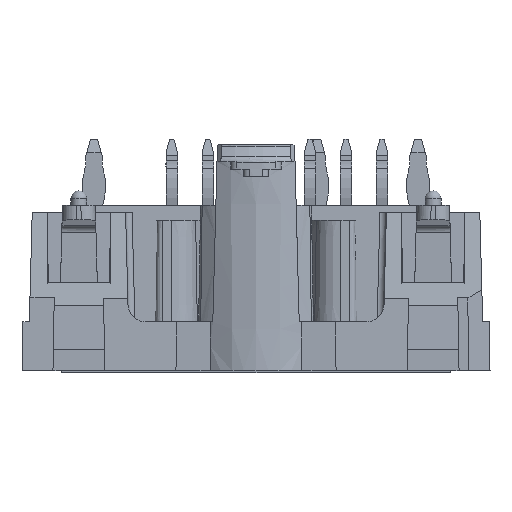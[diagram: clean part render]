
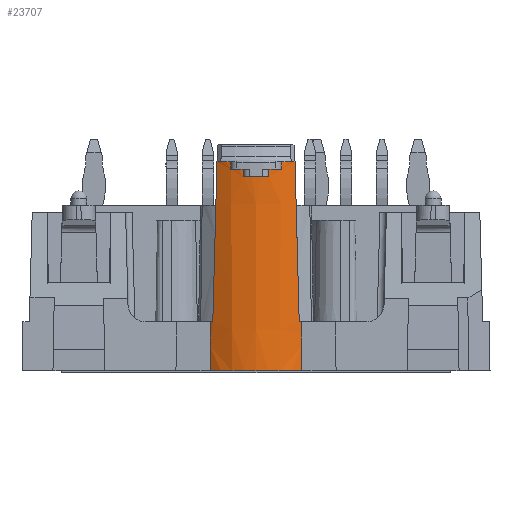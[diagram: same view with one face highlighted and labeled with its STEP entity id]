
A CAD part, left-side view. The second image highlights one B-rep face of the part: STEP entity #23707.
In plain terms, the highlighted conical face has half-angle 0.516 degrees and reference radius 5.5 mm.
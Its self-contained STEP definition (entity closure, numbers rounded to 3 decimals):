
#44=ELLIPSE('',#24650,283.039,6.957);
#45=ELLIPSE('',#24666,283.039,6.957);
#86=ELLIPSE('',#24844,248.172,3.71);
#87=ELLIPSE('',#24847,248.172,3.71);
#228=B_SPLINE_CURVE_WITH_KNOTS('',3,(#31804,#31805,#31806,#31807),
 .UNSPECIFIED.,.F.,.F.,(4,4),(0.002,0.002),
 .UNSPECIFIED.);
#229=B_SPLINE_CURVE_WITH_KNOTS('',3,(#31815,#31816,#31817,#31818),
 .UNSPECIFIED.,.F.,.F.,(4,4),(0.002,0.003),
 .UNSPECIFIED.);
#230=B_SPLINE_CURVE_WITH_KNOTS('',3,(#31826,#31827,#31828,#31829),
 .UNSPECIFIED.,.F.,.F.,(4,4),(0.002,0.002),
 .UNSPECIFIED.);
#231=B_SPLINE_CURVE_WITH_KNOTS('',3,(#31837,#31838,#31839,#31840),
 .UNSPECIFIED.,.F.,.F.,(4,4),(0.002,0.002),
 .UNSPECIFIED.);
#1213=CIRCLE('',#24652,5.6);
#1214=CIRCLE('',#24655,5.595);
#1215=CIRCLE('',#24658,5.591);
#1216=CIRCLE('',#24661,5.595);
#1217=CIRCLE('',#24664,5.6);
#1253=CIRCLE('',#24827,5.5);
#1255=CIRCLE('',#24830,5.5);
#1259=CIRCLE('',#24846,5.469);
#2473=ORIENTED_EDGE('',*,*,#7347,.F.);
#2474=ORIENTED_EDGE('',*,*,#7348,.F.);
#2475=ORIENTED_EDGE('',*,*,#7323,.T.);
#2476=ORIENTED_EDGE('',*,*,#7061,.F.);
#2477=ORIENTED_EDGE('',*,*,#7059,.T.);
#2478=ORIENTED_EDGE('',*,*,#7057,.T.);
#2479=ORIENTED_EDGE('',*,*,#7055,.T.);
#2480=ORIENTED_EDGE('',*,*,#7053,.T.);
#2481=ORIENTED_EDGE('',*,*,#7051,.T.);
#2482=ORIENTED_EDGE('',*,*,#7049,.T.);
#2483=ORIENTED_EDGE('',*,*,#7047,.T.);
#2484=ORIENTED_EDGE('',*,*,#7045,.T.);
#2485=ORIENTED_EDGE('',*,*,#7043,.T.);
#2486=ORIENTED_EDGE('',*,*,#7041,.F.);
#2487=ORIENTED_EDGE('',*,*,#7321,.T.);
#2488=ORIENTED_EDGE('',*,*,#7345,.T.);
#7041=EDGE_CURVE('',#9575,#9576,#44,.F.);
#7043=EDGE_CURVE('',#9577,#9576,#1213,.T.);
#7045=EDGE_CURVE('',#9578,#9577,#228,.T.);
#7047=EDGE_CURVE('',#9579,#9578,#1214,.T.);
#7049=EDGE_CURVE('',#9580,#9579,#229,.T.);
#7051=EDGE_CURVE('',#9581,#9580,#1215,.T.);
#7053=EDGE_CURVE('',#9582,#9581,#230,.T.);
#7055=EDGE_CURVE('',#9583,#9582,#1216,.T.);
#7057=EDGE_CURVE('',#9584,#9583,#231,.T.);
#7059=EDGE_CURVE('',#9585,#9584,#1217,.T.);
#7061=EDGE_CURVE('',#9585,#9586,#45,.F.);
#7321=EDGE_CURVE('',#9575,#9777,#1253,.T.);
#7323=EDGE_CURVE('',#9778,#9586,#1255,.T.);
#7345=EDGE_CURVE('',#9777,#9797,#86,.F.);
#7347=EDGE_CURVE('',#9798,#9797,#1259,.F.);
#7348=EDGE_CURVE('',#9778,#9798,#87,.T.);
#9575=VERTEX_POINT('',#31795);
#9576=VERTEX_POINT('',#31797);
#9577=VERTEX_POINT('',#31801);
#9578=VERTEX_POINT('',#31808);
#9579=VERTEX_POINT('',#31812);
#9580=VERTEX_POINT('',#31819);
#9581=VERTEX_POINT('',#31823);
#9582=VERTEX_POINT('',#31830);
#9583=VERTEX_POINT('',#31834);
#9584=VERTEX_POINT('',#31841);
#9585=VERTEX_POINT('',#31845);
#9586=VERTEX_POINT('',#31849);
#9777=VERTEX_POINT('',#32386);
#9778=VERTEX_POINT('',#32390);
#9797=VERTEX_POINT('',#32439);
#9798=VERTEX_POINT('',#32444);
#15077=EDGE_LOOP('',(#2473,#2474,#2475,#2476,#2477,#2478,#2479,#2480,#2481,
#2482,#2483,#2484,#2485,#2486,#2487,#2488));
#16087=FACE_BOUND('',#15077,.T.);
#16934=CONICAL_SURFACE('',#24845,5.5,0.009);
#23707=ADVANCED_FACE('',(#16087),#16934,.T.);
#24650=AXIS2_PLACEMENT_3D('',#31796,#26535,#26536);
#24652=AXIS2_PLACEMENT_3D('',#31800,#26540,#26541);
#24655=AXIS2_PLACEMENT_3D('',#31811,#26548,#26549);
#24658=AXIS2_PLACEMENT_3D('',#31822,#26556,#26557);
#24661=AXIS2_PLACEMENT_3D('',#31833,#26564,#26565);
#24664=AXIS2_PLACEMENT_3D('',#31844,#26572,#26573);
#24666=AXIS2_PLACEMENT_3D('',#31848,#26577,#26578);
#24827=AXIS2_PLACEMENT_3D('',#32387,#27085,#27086);
#24830=AXIS2_PLACEMENT_3D('',#32391,#27091,#27092);
#24844=AXIS2_PLACEMENT_3D('',#32440,#27135,#27136);
#24845=AXIS2_PLACEMENT_3D('',#32442,#27138,#27139);
#24846=AXIS2_PLACEMENT_3D('',#32443,#27140,#27141);
#24847=AXIS2_PLACEMENT_3D('',#32445,#27142,#27143);
#26535=DIRECTION('',(0.,-1.,-0.026));
#26536=DIRECTION('',(0.,-0.026,1.));
#26540=DIRECTION('',(0.,0.,-1.));
#26541=DIRECTION('',(-1.,0.,0.));
#26548=DIRECTION('',(0.,0.,-1.));
#26549=DIRECTION('',(-1.,0.,0.));
#26556=DIRECTION('',(0.,0.,-1.));
#26557=DIRECTION('',(-1.,0.,0.));
#26564=DIRECTION('',(0.,0.,-1.));
#26565=DIRECTION('',(-1.,0.,0.));
#26572=DIRECTION('',(0.,0.,-1.));
#26573=DIRECTION('',(-1.,0.,0.));
#26577=DIRECTION('',(0.,1.,-0.026));
#26578=DIRECTION('',(0.,0.026,1.));
#27085=DIRECTION('',(0.,0.,-1.));
#27086=DIRECTION('',(-1.,0.,0.));
#27091=DIRECTION('',(0.,0.,-1.));
#27092=DIRECTION('',(-1.,0.,0.));
#27135=DIRECTION('',(1.,0.,0.017));
#27136=DIRECTION('',(-0.017,0.,1.));
#27138=DIRECTION('',(0.,0.,1.));
#27139=DIRECTION('',(-1.,0.,0.));
#27140=DIRECTION('',(0.,0.,1.));
#27141=DIRECTION('',(1.,0.,0.));
#27142=DIRECTION('',(1.,0.,0.017));
#27143=DIRECTION('',(-0.017,0.,1.));
#31795=CARTESIAN_POINT('',(-32.11,3.,3.4));
#31796=CARTESIAN_POINT('',(-27.5,-2.549,215.309));
#31797=CARTESIAN_POINT('',(-32.401,2.709,14.5));
#31800=CARTESIAN_POINT('',(-27.5,0.,14.5));
#31801=CARTESIAN_POINT('',(-32.82,1.75,14.5));
#31804=CARTESIAN_POINT('',(-32.815,1.75,14.));
#31805=CARTESIAN_POINT('',(-32.816,1.75,14.167));
#31806=CARTESIAN_POINT('',(-32.818,1.75,14.333));
#31807=CARTESIAN_POINT('',(-32.82,1.75,14.5));
#31808=CARTESIAN_POINT('',(-32.815,1.75,14.));
#31811=CARTESIAN_POINT('',(-27.5,0.,14.));
#31812=CARTESIAN_POINT('',(-33.023,0.9,14.));
#31815=CARTESIAN_POINT('',(-33.018,0.9,13.5));
#31816=CARTESIAN_POINT('',(-33.02,0.9,13.667));
#31817=CARTESIAN_POINT('',(-33.021,0.9,13.833));
#31818=CARTESIAN_POINT('',(-33.023,0.9,14.));
#31819=CARTESIAN_POINT('',(-33.018,0.9,13.5));
#31822=CARTESIAN_POINT('',(-27.5,0.,13.5));
#31823=CARTESIAN_POINT('',(-33.018,-0.9,13.5));
#31826=CARTESIAN_POINT('',(-33.023,-0.9,14.));
#31827=CARTESIAN_POINT('',(-33.021,-0.9,13.833));
#31828=CARTESIAN_POINT('',(-33.02,-0.9,13.667));
#31829=CARTESIAN_POINT('',(-33.018,-0.9,13.5));
#31830=CARTESIAN_POINT('',(-33.023,-0.9,14.));
#31833=CARTESIAN_POINT('',(-27.5,0.,14.));
#31834=CARTESIAN_POINT('',(-32.815,-1.75,14.));
#31837=CARTESIAN_POINT('',(-32.82,-1.75,14.5));
#31838=CARTESIAN_POINT('',(-32.818,-1.75,14.333));
#31839=CARTESIAN_POINT('',(-32.816,-1.75,14.167));
#31840=CARTESIAN_POINT('',(-32.815,-1.75,14.));
#31841=CARTESIAN_POINT('',(-32.82,-1.75,14.5));
#31844=CARTESIAN_POINT('',(-27.5,0.,14.5));
#31845=CARTESIAN_POINT('',(-32.401,-2.709,14.5));
#31848=CARTESIAN_POINT('',(-27.5,2.549,215.309));
#31849=CARTESIAN_POINT('',(-32.11,-3.,3.4));
#32386=CARTESIAN_POINT('',(-32.,3.162,3.4));
#32387=CARTESIAN_POINT('',(-27.5,0.,3.4));
#32390=CARTESIAN_POINT('',(-32.,-3.162,3.4));
#32391=CARTESIAN_POINT('',(-27.5,0.,3.4));
#32439=CARTESIAN_POINT('',(-31.941,3.193,0.));
#32440=CARTESIAN_POINT('',(-29.735,0.,-126.336));
#32442=CARTESIAN_POINT('',(-27.5,0.,3.4));
#32443=CARTESIAN_POINT('',(-27.5,0.,0.));
#32444=CARTESIAN_POINT('',(-31.941,-3.193,0.));
#32445=CARTESIAN_POINT('',(-29.735,0.,-126.336));
